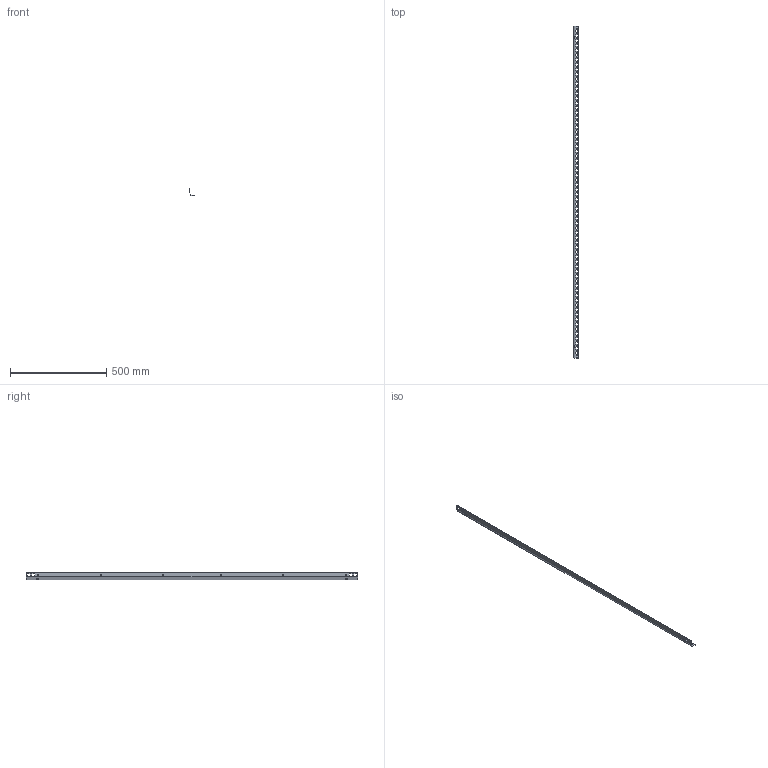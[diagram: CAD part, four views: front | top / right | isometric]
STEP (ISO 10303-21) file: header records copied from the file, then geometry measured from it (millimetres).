
FILE_DESCRIPTION (( 'STEP AP214' ), '1' );
FILE_NAME ('FO-00-UVF-180 FORMAT Óãîëîê âåðò. äëÿ ôàëüø-ïàí. âí. 1800 (2øò_êîìïë) IEK.STEP', '2024-09-25T08:42:35', ( '' ), ( '' ), 'SwSTEP 2.0', 'SolidWorks 2022', '' );
FILE_SCHEMA (( 'AUTOMOTIVE_DESIGN' ));
Length unit declared in the file: millimetre
Products named in the file (1): FO-00-UVF-180 FORMAT Уголок верт. для фальш-пан. вн. 1800 (2шт_компл) IEK
Bounding box: 26.92 x 1727 x 38.4 mm (x, y, z)
Volume: 182482.8 mm3; surface area: 200536.1 mm2
Topology: 1 solids, 1 shells, 470 faces, 1416 edges, 944 vertices
Faces by surface type: plane 316, cylinder 154
Entity records: 16498 total; most frequent: ORIENTED_EDGE 2832, CARTESIAN_POINT 2831, DIRECTION 2666, EDGE_CURVE 1416, LINE 1108, VECTOR 1108, VERTEX_POINT 944, AXIS2_PLACEMENT_3D 779
